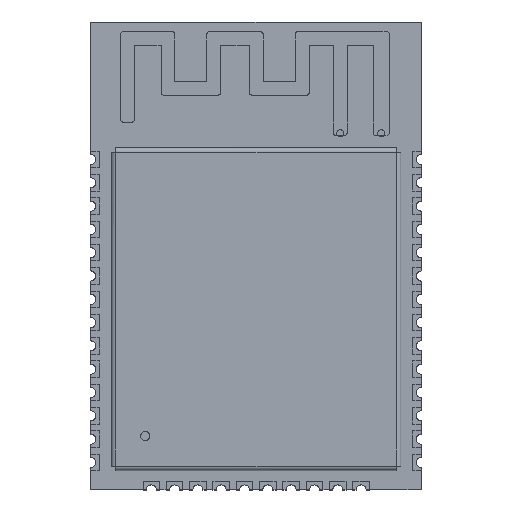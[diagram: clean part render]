
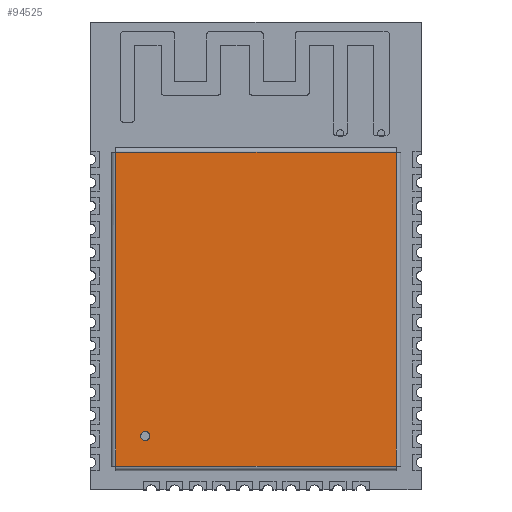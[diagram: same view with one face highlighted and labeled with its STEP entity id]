
A CAD part, top view. The second image highlights one B-rep face of the part: STEP entity #94525.
In plain terms, the highlighted free-form (B-spline) face has degree [1, 1] with [2, 2] control points.
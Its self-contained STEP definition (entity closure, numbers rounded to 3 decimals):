
#94095 = VERTEX_POINT('',#94096);
#94096 = CARTESIAN_POINT('',(4.129,3.77,
    4.103));
#94101 = EDGE_CURVE('',#94102,#94095,#94104,.T.);
#94102 = VERTEX_POINT('',#94103);
#94103 = CARTESIAN_POINT('',(3.488,3.77,
    4.103));
#94104 = ( BOUNDED_CURVE() B_SPLINE_CURVE(2,(#94105,#94106,#94107,#94108
,#94109),.UNSPECIFIED.,.F.,.F.) B_SPLINE_CURVE_WITH_KNOTS((3,2,3),(
    3.142,4.712,6.283),
.PIECEWISE_BEZIER_KNOTS.) CURVE() GEOMETRIC_REPRESENTATION_ITEM() 
RATIONAL_B_SPLINE_CURVE((1.,0.707,1.,0.707,1.)) 
REPRESENTATION_ITEM('') );
#94105 = CARTESIAN_POINT('',(3.488,3.77,
    4.103));
#94106 = CARTESIAN_POINT('',(3.488,3.45,
    4.103));
#94107 = CARTESIAN_POINT('',(3.809,3.45,
    4.103));
#94108 = CARTESIAN_POINT('',(4.129,3.45,
    4.103));
#94109 = CARTESIAN_POINT('',(4.129,3.77,
    4.103));
#94525 = ADVANCED_FACE('',(#94526,#94556),#94567,.T.);
#94526 = FACE_BOUND('',#94527,.T.);
#94527 = EDGE_LOOP('',(#94528,#94537,#94544,#94551));
#94528 = ORIENTED_EDGE('',*,*,#94529,.T.);
#94529 = EDGE_CURVE('',#94530,#94532,#94534,.T.);
#94530 = VERTEX_POINT('',#94531);
#94531 = CARTESIAN_POINT('',(21.353,23.597,
    4.103));
#94532 = VERTEX_POINT('',#94533);
#94533 = CARTESIAN_POINT('',(1.731,23.597,4.103
    ));
#94534 = B_SPLINE_CURVE_WITH_KNOTS('',1,(#94535,#94536),.UNSPECIFIED.,
  .F.,.F.,(2,2),(-15.55,-0.25),.PIECEWISE_BEZIER_KNOTS.);
#94535 = CARTESIAN_POINT('',(21.353,23.597,
    4.103));
#94536 = CARTESIAN_POINT('',(1.731,23.597,4.103
    ));
#94537 = ORIENTED_EDGE('',*,*,#94538,.T.);
#94538 = EDGE_CURVE('',#94532,#94539,#94541,.T.);
#94539 = VERTEX_POINT('',#94540);
#94540 = CARTESIAN_POINT('',(1.731,1.667,4.103)
  );
#94541 = B_SPLINE_CURVE_WITH_KNOTS('',1,(#94542,#94543),.UNSPECIFIED.,
  .F.,.F.,(2,2),(-17.35,-0.25),.PIECEWISE_BEZIER_KNOTS.);
#94542 = CARTESIAN_POINT('',(1.731,23.597,4.103
    ));
#94543 = CARTESIAN_POINT('',(1.731,1.667,4.103)
  );
#94544 = ORIENTED_EDGE('',*,*,#94545,.T.);
#94545 = EDGE_CURVE('',#94539,#94546,#94548,.T.);
#94546 = VERTEX_POINT('',#94547);
#94547 = CARTESIAN_POINT('',(21.353,1.667,
    4.103));
#94548 = B_SPLINE_CURVE_WITH_KNOTS('',1,(#94549,#94550),.UNSPECIFIED.,
  .F.,.F.,(2,2),(-15.55,-0.25),.PIECEWISE_BEZIER_KNOTS.);
#94549 = CARTESIAN_POINT('',(1.731,1.667,4.103)
  );
#94550 = CARTESIAN_POINT('',(21.353,1.667,
    4.103));
#94551 = ORIENTED_EDGE('',*,*,#94552,.T.);
#94552 = EDGE_CURVE('',#94546,#94530,#94553,.T.);
#94553 = B_SPLINE_CURVE_WITH_KNOTS('',1,(#94554,#94555),.UNSPECIFIED.,
  .F.,.F.,(2,2),(-17.35,-0.25),.PIECEWISE_BEZIER_KNOTS.);
#94554 = CARTESIAN_POINT('',(21.353,1.667,
    4.103));
#94555 = CARTESIAN_POINT('',(21.353,23.597,
    4.103));
#94556 = FACE_BOUND('',#94557,.T.);
#94557 = EDGE_LOOP('',(#94558,#94566));
#94558 = ORIENTED_EDGE('',*,*,#94559,.F.);
#94559 = EDGE_CURVE('',#94095,#94102,#94560,.T.);
#94560 = ( BOUNDED_CURVE() B_SPLINE_CURVE(2,(#94561,#94562,#94563,#94564
,#94565),.UNSPECIFIED.,.F.,.F.) B_SPLINE_CURVE_WITH_KNOTS((3,2,3),(0.,
1.571,3.142),.PIECEWISE_BEZIER_KNOTS.) CURVE() 
GEOMETRIC_REPRESENTATION_ITEM() RATIONAL_B_SPLINE_CURVE((1.,
0.707,1.,0.707,1.)) REPRESENTATION_ITEM('') );
#94561 = CARTESIAN_POINT('',(4.129,3.77,
    4.103));
#94562 = CARTESIAN_POINT('',(4.129,4.091,
    4.103));
#94563 = CARTESIAN_POINT('',(3.809,4.091,
    4.103));
#94564 = CARTESIAN_POINT('',(3.488,4.091,
    4.103));
#94565 = CARTESIAN_POINT('',(3.488,3.77,
    4.103));
#94566 = ORIENTED_EDGE('',*,*,#94101,.F.);
#94567 = B_SPLINE_SURFACE_WITH_KNOTS('',1,1,(
    (#94568,#94569)
    ,(#94570,#94571
  )),.UNSPECIFIED.,.F.,.F.,.F.,(2,2),(2,2),(-7.65,7.65),(-8.55,8.55),
  .PIECEWISE_BEZIER_KNOTS.);
#94568 = CARTESIAN_POINT('',(1.731,1.667,4.103)
  );
#94569 = CARTESIAN_POINT('',(1.731,23.597,4.103
    ));
#94570 = CARTESIAN_POINT('',(21.353,1.667,
    4.103));
#94571 = CARTESIAN_POINT('',(21.353,23.597,
    4.103));
